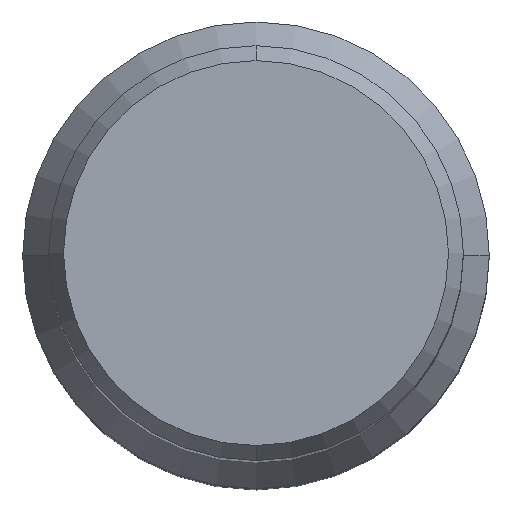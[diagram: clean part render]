
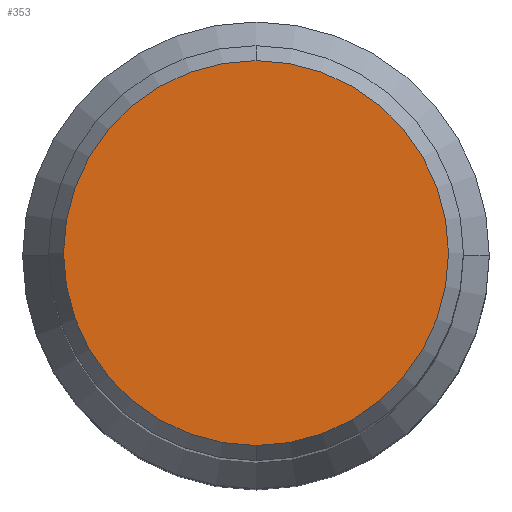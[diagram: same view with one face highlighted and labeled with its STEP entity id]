
A CAD part, top view. The second image highlights one B-rep face of the part: STEP entity #353.
In plain terms, the highlighted planar face has unit normal (0, 0, 1).
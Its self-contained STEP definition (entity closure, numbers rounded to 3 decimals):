
#205=VERTEX_POINT('',#564);
#299=VERTEX_POINT('',#670);
#317=EDGE_CURVE('',#299,#205,#688,.T.);
#353=ADVANCED_FACE('',(#729),#730,.T.);
#411=EDGE_CURVE('',#205,#299,#792,.T.);
#564=CARTESIAN_POINT('',(0.,-7.423,0.0));
#670=CARTESIAN_POINT('',(0.0,7.423,0.0));
#688=CIRCLE('',#1128,7.423);
#729=FACE_OUTER_BOUND('',#1256,.T.);
#730=PLANE('',#1257);
#792=CIRCLE('',#1414,7.423);
#1128=AXIS2_PLACEMENT_3D('',#1852,#1853,#1854);
#1256=EDGE_LOOP('',(#1903,#1904));
#1257=AXIS2_PLACEMENT_3D('',#1905,#1906,#1907);
#1414=AXIS2_PLACEMENT_3D('',#1963,#1964,#1965);
#1852=CARTESIAN_POINT('',(0.0,0.0,0.0));
#1853=DIRECTION('',(0.0,0.0,-1.0));
#1854=DIRECTION('',(0.0,1.0,0.0));
#1903=ORIENTED_EDGE('',*,*,#317,.F.);
#1904=ORIENTED_EDGE('',*,*,#411,.F.);
#1905=CARTESIAN_POINT('',(0.0,3.711,0.0));
#1906=DIRECTION('',(-0.0,0.0,1.0));
#1907=DIRECTION('',(0.0,-1.0,0.0));
#1963=CARTESIAN_POINT('',(0.0,0.0,0.0));
#1964=DIRECTION('',(0.0,0.0,-1.0));
#1965=DIRECTION('',(0.0,1.0,0.0));
